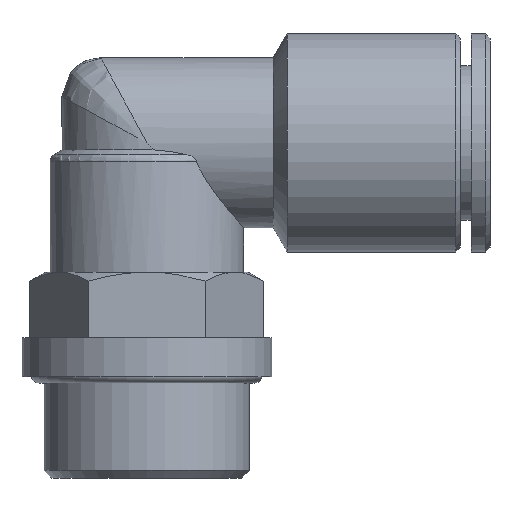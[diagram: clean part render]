
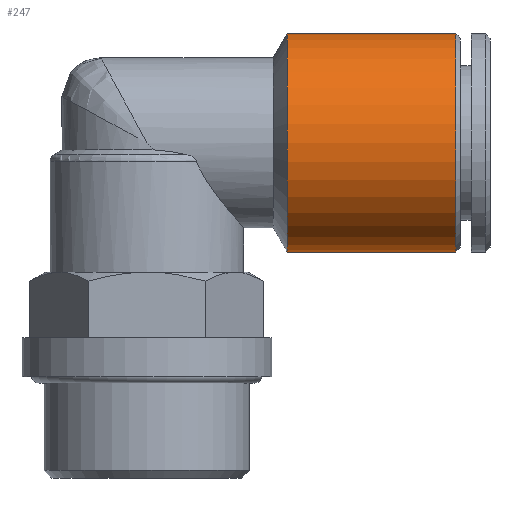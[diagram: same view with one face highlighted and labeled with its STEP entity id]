
A CAD part, top view. The second image highlights one B-rep face of the part: STEP entity #247.
In plain terms, the highlighted cylindrical face has radius 7 mm (diameter 14 mm), a full revolution.
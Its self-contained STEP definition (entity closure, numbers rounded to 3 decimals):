
#205=CARTESIAN_POINT('',(9.,7.0,0.0));
#206=VERTEX_POINT('',#205);
#207=CARTESIAN_POINT('',(9.,0.0,0.0));
#208=DIRECTION('',(1.0,0.0,0.0));
#209=DIRECTION('',(0.0,1.0,0.0));
#210=AXIS2_PLACEMENT_3D('',#207,#208,#209);
#211=CIRCLE('',#210,7.0);
#212=EDGE_CURVE('',#206,#206,#211,.T.);
#228=CARTESIAN_POINT('',(14.4,0.0,0.0));
#229=DIRECTION('',(1.0,0.0,0.0));
#230=DIRECTION('',(0.0,1.0,0.0));
#231=AXIS2_PLACEMENT_3D('',#228,#229,#230);
#232=CYLINDRICAL_SURFACE('',#231,7.);
#233=CARTESIAN_POINT('',(19.8,7.,0.0));
#234=VERTEX_POINT('',#233);
#235=CARTESIAN_POINT('',(19.8,0.0,0.0));
#236=DIRECTION('',(1.0,0.0,0.0));
#237=DIRECTION('',(0.0,1.0,0.0));
#238=AXIS2_PLACEMENT_3D('',#235,#236,#237);
#239=CIRCLE('',#238,7.);
#240=EDGE_CURVE('',#234,#234,#239,.T.);
#241=ORIENTED_EDGE('',*,*,#240,.F.);
#242=EDGE_LOOP('',(#241));
#243=FACE_OUTER_BOUND('',#242,.T.);
#244=ORIENTED_EDGE('',*,*,#212,.T.);
#245=EDGE_LOOP('',(#244));
#246=FACE_BOUND('',#245,.T.);
#247=ADVANCED_FACE('',(#243,#246),#232,.T.);
